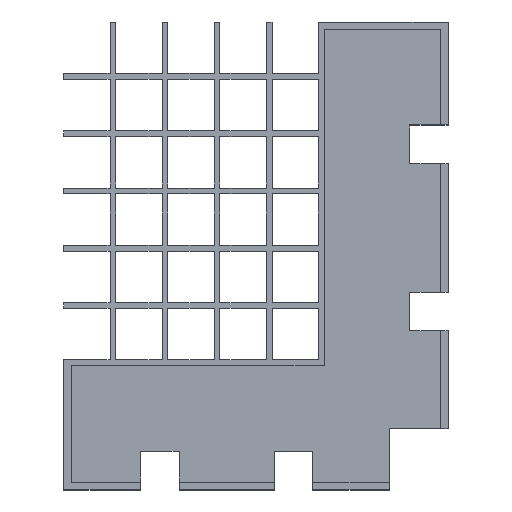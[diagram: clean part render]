
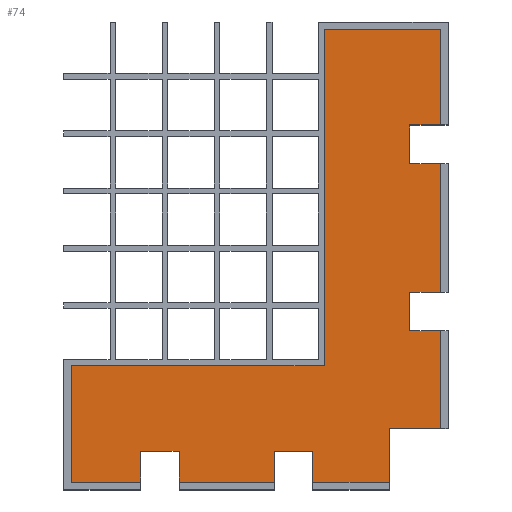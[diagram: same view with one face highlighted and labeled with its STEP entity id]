
A CAD part, top view. The second image highlights one B-rep face of the part: STEP entity #74.
In plain terms, the highlighted planar face has unit normal (0, 0, 1).
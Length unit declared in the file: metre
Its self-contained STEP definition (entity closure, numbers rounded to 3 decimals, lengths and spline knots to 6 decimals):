
#74=ADVANCED_FACE('',(#270),#3536,.T.);
#270=FACE_OUTER_BOUND('',#466,.T.);
#466=EDGE_LOOP('',(#722,#723,#724,#725,#726,#727,#728,#729,#730,#731,#732,
#733,#734,#735,#736,#737,#738,#739,#740,#741,#742,#743,#744,#745));
#722=ORIENTED_EDGE('',*,*,#2410,.F.);
#723=ORIENTED_EDGE('',*,*,#2404,.F.);
#724=ORIENTED_EDGE('',*,*,#2384,.F.);
#725=ORIENTED_EDGE('',*,*,#2385,.F.);
#726=ORIENTED_EDGE('',*,*,#2386,.F.);
#727=ORIENTED_EDGE('',*,*,#1925,.F.);
#728=ORIENTED_EDGE('',*,*,#1885,.F.);
#729=ORIENTED_EDGE('',*,*,#1904,.F.);
#730=ORIENTED_EDGE('',*,*,#2380,.F.);
#731=ORIENTED_EDGE('',*,*,#2362,.F.);
#732=ORIENTED_EDGE('',*,*,#2360,.F.);
#733=ORIENTED_EDGE('',*,*,#2361,.F.);
#734=ORIENTED_EDGE('',*,*,#2356,.F.);
#735=ORIENTED_EDGE('',*,*,#2338,.F.);
#736=ORIENTED_EDGE('',*,*,#2336,.F.);
#737=ORIENTED_EDGE('',*,*,#2337,.F.);
#738=ORIENTED_EDGE('',*,*,#1900,.F.);
#739=ORIENTED_EDGE('',*,*,#1901,.F.);
#740=ORIENTED_EDGE('',*,*,#1882,.F.);
#741=ORIENTED_EDGE('',*,*,#1928,.F.);
#742=ORIENTED_EDGE('',*,*,#1924,.F.);
#743=ORIENTED_EDGE('',*,*,#2428,.F.);
#744=ORIENTED_EDGE('',*,*,#2408,.F.);
#745=ORIENTED_EDGE('',*,*,#2409,.F.);
#1882=EDGE_CURVE('',#3082,#3097,#2562,.T.);
#1885=EDGE_CURVE('',#3084,#3116,#2565,.T.);
#1900=EDGE_CURVE('',#3101,#3386,#2580,.T.);
#1901=EDGE_CURVE('',#3097,#3101,#2581,.T.);
#1904=EDGE_CURVE('',#3099,#3084,#2584,.T.);
#1924=EDGE_CURVE('',#3118,#3114,#2604,.T.);
#1925=EDGE_CURVE('',#3116,#3419,#2605,.T.);
#1928=EDGE_CURVE('',#3114,#3082,#2608,.T.);
#2336=EDGE_CURVE('',#3384,#3385,#2986,.T.);
#2337=EDGE_CURVE('',#3386,#3384,#2987,.T.);
#2338=EDGE_CURVE('',#3385,#3387,#2988,.T.);
#2356=EDGE_CURVE('',#3387,#3402,#3006,.T.);
#2360=EDGE_CURVE('',#3400,#3401,#3010,.T.);
#2361=EDGE_CURVE('',#3402,#3400,#3011,.T.);
#2362=EDGE_CURVE('',#3401,#3403,#3012,.T.);
#2380=EDGE_CURVE('',#3403,#3099,#3030,.T.);
#2384=EDGE_CURVE('',#3416,#3417,#3034,.T.);
#2385=EDGE_CURVE('',#3418,#3416,#3035,.T.);
#2386=EDGE_CURVE('',#3419,#3418,#3036,.T.);
#2404=EDGE_CURVE('',#3417,#3435,#3054,.T.);
#2408=EDGE_CURVE('',#3432,#3433,#3058,.T.);
#2409=EDGE_CURVE('',#3434,#3432,#3059,.T.);
#2410=EDGE_CURVE('',#3435,#3434,#3060,.T.);
#2428=EDGE_CURVE('',#3433,#3118,#3078,.T.);
#2562=B_SPLINE_CURVE_WITH_KNOTS('',1,(#4424,#4425),.UNSPECIFIED.,.F.,.F.,
(2,2),(0.,174.2),.UNSPECIFIED.);
#2565=B_SPLINE_CURVE_WITH_KNOTS('',1,(#4430,#4431),.UNSPECIFIED.,.F.,.F.,
(2,2),(0.,27.88561),.UNSPECIFIED.);
#2580=B_SPLINE_CURVE_WITH_KNOTS('',1,(#4460,#4461),.UNSPECIFIED.,.F.,.F.,
(2,2),(-489.828781,-440.43775),.UNSPECIFIED.);
#2581=B_SPLINE_CURVE_WITH_KNOTS('',1,(#4462,#4463),.UNSPECIFIED.,.F.,.F.,
(2,2),(-550.228781,-489.828781),.UNSPECIFIED.);
#2584=B_SPLINE_CURVE_WITH_KNOTS('',1,(#4468,#4469),.UNSPECIFIED.,.F.,.F.,
(2,2),(0.,26.659689),.UNSPECIFIED.);
#2604=B_SPLINE_CURVE_WITH_KNOTS('',1,(#4508,#4509),.UNSPECIFIED.,.F.,.F.,
(2,2),(-301.540311,-241.140311),.UNSPECIFIED.);
#2605=B_SPLINE_CURVE_WITH_KNOTS('',1,(#4510,#4511),.UNSPECIFIED.,.F.,.F.,
(2,2),(-466.280623,-426.729647),.UNSPECIFIED.);
#2608=B_SPLINE_CURVE_WITH_KNOTS('',1,(#4516,#4517),.UNSPECIFIED.,.F.,.F.,
(2,2),(0.,131.),.UNSPECIFIED.);
#2986=B_SPLINE_CURVE_WITH_KNOTS('',1,(#5352,#5353),.UNSPECIFIED.,.F.,.F.,
(2,2),(-20.,0.),.UNSPECIFIED.);
#2987=B_SPLINE_CURVE_WITH_KNOTS('',1,(#5354,#5355),.UNSPECIFIED.,.F.,.F.,
(2,2),(-36.,-20.),.UNSPECIFIED.);
#2988=B_SPLINE_CURVE_WITH_KNOTS('',1,(#5356,#5357),.UNSPECIFIED.,.F.,.F.,
(2,2),(-80.,-64.),.UNSPECIFIED.);
#3006=B_SPLINE_CURVE_WITH_KNOTS('',1,(#5392,#5393),.UNSPECIFIED.,.F.,.F.,
(2,2),(-420.43775,-353.771882),.UNSPECIFIED.);
#3010=B_SPLINE_CURVE_WITH_KNOTS('',1,(#5400,#5401),.UNSPECIFIED.,.F.,.F.,
(2,2),(-20.,0.),.UNSPECIFIED.);
#3011=B_SPLINE_CURVE_WITH_KNOTS('',1,(#5402,#5403),.UNSPECIFIED.,.F.,.F.,
(2,2),(-36.,-20.),.UNSPECIFIED.);
#3012=B_SPLINE_CURVE_WITH_KNOTS('',1,(#5404,#5405),.UNSPECIFIED.,.F.,.F.,
(2,2),(179.4,195.4),.UNSPECIFIED.);
#3030=B_SPLINE_CURVE_WITH_KNOTS('',1,(#5440,#5441),.UNSPECIFIED.,.F.,.F.,
(2,2),(-333.771882,-283.11439),.UNSPECIFIED.);
#3034=B_SPLINE_CURVE_WITH_KNOTS('',1,(#5448,#5449),.UNSPECIFIED.,.F.,.F.,
(2,2),(-20.,-4.),.UNSPECIFIED.);
#3035=B_SPLINE_CURVE_WITH_KNOTS('',1,(#5450,#5451),.UNSPECIFIED.,.F.,.F.,
(2,2),(-40.,-20.),.UNSPECIFIED.);
#3036=B_SPLINE_CURVE_WITH_KNOTS('',1,(#5452,#5453),.UNSPECIFIED.,.F.,.F.,
(2,2),(-56.,-40.),.UNSPECIFIED.);
#3054=B_SPLINE_CURVE_WITH_KNOTS('',1,(#5488,#5489),.UNSPECIFIED.,.F.,.F.,
(2,2),(-406.729647,-357.360075),.UNSPECIFIED.);
#3058=B_SPLINE_CURVE_WITH_KNOTS('',1,(#5496,#5497),.UNSPECIFIED.,.F.,.F.,
(2,2),(-20.,-4.),.UNSPECIFIED.);
#3059=B_SPLINE_CURVE_WITH_KNOTS('',1,(#5498,#5499),.UNSPECIFIED.,.F.,.F.,
(2,2),(-40.,-20.),.UNSPECIFIED.);
#3060=B_SPLINE_CURVE_WITH_KNOTS('',1,(#5500,#5501),.UNSPECIFIED.,.F.,.F.,
(2,2),(-56.,-40.),.UNSPECIFIED.);
#3078=B_SPLINE_CURVE_WITH_KNOTS('',1,(#5536,#5537),.UNSPECIFIED.,.F.,.F.,
(2,2),(-337.360075,-301.540311),.UNSPECIFIED.);
#3082=VERTEX_POINT('',#4038);
#3084=VERTEX_POINT('',#4040);
#3097=VERTEX_POINT('',#4053);
#3099=VERTEX_POINT('',#4055);
#3101=VERTEX_POINT('',#4057);
#3114=VERTEX_POINT('',#4070);
#3116=VERTEX_POINT('',#4072);
#3118=VERTEX_POINT('',#4074);
#3384=VERTEX_POINT('',#4340);
#3385=VERTEX_POINT('',#4341);
#3386=VERTEX_POINT('',#4342);
#3387=VERTEX_POINT('',#4343);
#3400=VERTEX_POINT('',#4356);
#3401=VERTEX_POINT('',#4357);
#3402=VERTEX_POINT('',#4358);
#3403=VERTEX_POINT('',#4359);
#3416=VERTEX_POINT('',#4372);
#3417=VERTEX_POINT('',#4373);
#3418=VERTEX_POINT('',#4374);
#3419=VERTEX_POINT('',#4375);
#3432=VERTEX_POINT('',#4388);
#3433=VERTEX_POINT('',#4389);
#3434=VERTEX_POINT('',#4390);
#3435=VERTEX_POINT('',#4391);
#3536=PLANE('',#3713);
#3713=AXIS2_PLACEMENT_3D('',#4017,#3845,$);
#3845=DIRECTION('',(0.,0.,1.));
#4017=CARTESIAN_POINT('',(20.,-102.543102,20.));
#4038=CARTESIAN_POINT('',(-44.4,-38.143102,20.));
#4040=CARTESIAN_POINT('',(-10.659689,-70.657492,20.));
#4053=CARTESIAN_POINT('',(-44.4,136.056898,20.));
#4055=CARTESIAN_POINT('',(16.,-70.657492,20.));
#4057=CARTESIAN_POINT('',(16.,136.056898,20.));
#4070=CARTESIAN_POINT('',(-175.4,-38.143102,20.));
#4072=CARTESIAN_POINT('',(-10.659689,-98.543102,20.));
#4074=CARTESIAN_POINT('',(-175.4,-98.543102,20.));
#4340=CARTESIAN_POINT('',(0.,86.665868,20.));
#4341=CARTESIAN_POINT('',(0.,66.665868,20.));
#4342=CARTESIAN_POINT('',(16.,86.665868,20.));
#4343=CARTESIAN_POINT('',(16.,66.665868,20.));
#4356=CARTESIAN_POINT('',(0.,0.,20.));
#4357=CARTESIAN_POINT('',(0.,-20.,20.));
#4358=CARTESIAN_POINT('',(16.,0.,20.));
#4359=CARTESIAN_POINT('',(16.,-20.,20.));
#4372=CARTESIAN_POINT('',(-70.210665,-82.543102,20.));
#4373=CARTESIAN_POINT('',(-70.210665,-98.543102,20.));
#4374=CARTESIAN_POINT('',(-50.210665,-82.543102,20.));
#4375=CARTESIAN_POINT('',(-50.210665,-98.543102,20.));
#4388=CARTESIAN_POINT('',(-139.580236,-82.543102,20.));
#4389=CARTESIAN_POINT('',(-139.580236,-98.543102,20.));
#4390=CARTESIAN_POINT('',(-119.580236,-82.543102,20.));
#4391=CARTESIAN_POINT('',(-119.580236,-98.543102,20.));
#4424=CARTESIAN_POINT('',(-44.4,-38.143102,20.));
#4425=CARTESIAN_POINT('',(-44.4,136.056898,20.));
#4430=CARTESIAN_POINT('',(-10.659689,-70.657492,20.));
#4431=CARTESIAN_POINT('',(-10.659689,-98.543102,20.));
#4460=CARTESIAN_POINT('',(16.,136.056898,20.));
#4461=CARTESIAN_POINT('',(16.,86.665868,20.));
#4462=CARTESIAN_POINT('',(-44.4,136.056898,20.));
#4463=CARTESIAN_POINT('',(16.,136.056898,20.));
#4468=CARTESIAN_POINT('',(16.,-70.657492,20.));
#4469=CARTESIAN_POINT('',(-10.659689,-70.657492,20.));
#4508=CARTESIAN_POINT('',(-175.4,-98.543102,20.));
#4509=CARTESIAN_POINT('',(-175.4,-38.143102,20.));
#4510=CARTESIAN_POINT('',(-10.659689,-98.543102,20.));
#4511=CARTESIAN_POINT('',(-50.210665,-98.543102,20.));
#4516=CARTESIAN_POINT('',(-175.4,-38.143102,20.));
#4517=CARTESIAN_POINT('',(-44.4,-38.143102,20.));
#5352=CARTESIAN_POINT('',(0.,86.665868,20.));
#5353=CARTESIAN_POINT('',(0.,66.665868,20.));
#5354=CARTESIAN_POINT('',(16.,86.665868,20.));
#5355=CARTESIAN_POINT('',(0.,86.665868,20.));
#5356=CARTESIAN_POINT('',(0.,66.665868,20.));
#5357=CARTESIAN_POINT('',(16.,66.665868,20.));
#5392=CARTESIAN_POINT('',(16.,66.665868,20.));
#5393=CARTESIAN_POINT('',(16.,0.,20.));
#5400=CARTESIAN_POINT('',(0.,0.,20.));
#5401=CARTESIAN_POINT('',(0.,-20.,20.));
#5402=CARTESIAN_POINT('',(16.,0.,20.));
#5403=CARTESIAN_POINT('',(0.,0.,20.));
#5404=CARTESIAN_POINT('',(0.,-20.,20.));
#5405=CARTESIAN_POINT('',(16.,-20.,20.));
#5440=CARTESIAN_POINT('',(16.,-20.,20.));
#5441=CARTESIAN_POINT('',(16.,-70.657492,20.));
#5448=CARTESIAN_POINT('',(-70.210665,-82.543102,20.));
#5449=CARTESIAN_POINT('',(-70.210665,-98.543102,20.));
#5450=CARTESIAN_POINT('',(-50.210665,-82.543102,20.));
#5451=CARTESIAN_POINT('',(-70.210665,-82.543102,20.));
#5452=CARTESIAN_POINT('',(-50.210665,-98.543102,20.));
#5453=CARTESIAN_POINT('',(-50.210665,-82.543102,20.));
#5488=CARTESIAN_POINT('',(-70.210665,-98.543102,20.));
#5489=CARTESIAN_POINT('',(-119.580236,-98.543102,20.));
#5496=CARTESIAN_POINT('',(-139.580236,-82.543102,20.));
#5497=CARTESIAN_POINT('',(-139.580236,-98.543102,20.));
#5498=CARTESIAN_POINT('',(-119.580236,-82.543102,20.));
#5499=CARTESIAN_POINT('',(-139.580236,-82.543102,20.));
#5500=CARTESIAN_POINT('',(-119.580236,-98.543102,20.));
#5501=CARTESIAN_POINT('',(-119.580236,-82.543102,20.));
#5536=CARTESIAN_POINT('',(-139.580236,-98.543102,20.));
#5537=CARTESIAN_POINT('',(-175.4,-98.543102,20.));
